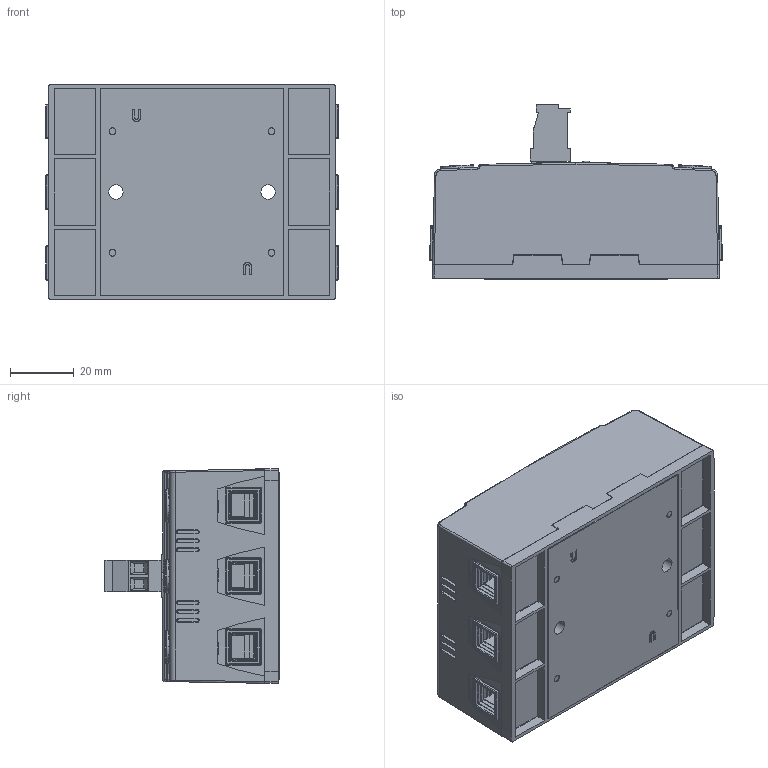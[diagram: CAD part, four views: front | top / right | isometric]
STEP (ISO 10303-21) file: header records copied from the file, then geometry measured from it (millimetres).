
FILE_DESCRIPTION (( 'STEP AP214' ), '1' );
FILE_NAME ('110501.STEP', '2019-06-05T18:42:13', ( '' ), ( '' ), 'SwSTEP 2.0', 'SolidWorks 2017', '' );
FILE_SCHEMA (( 'AUTOMOTIVE_DESIGN' ));
Length unit declared in the file: inch
Products named in the file (1): 110501
Bounding box: 91.79 x 54.74 x 67.5 mm (x, y, z)
Volume: 175762.5 mm3; surface area: 71289.3 mm2
Topology: 8 solids, 8 shells, 3708 faces, 10901 edges, 7213 vertices
Faces by surface type: plane 1896, cylinder 1116, bspline 507, cone 189
Entity records: 211134 total; most frequent: CARTESIAN_POINT 103211, ORIENTED_EDGE 21726, DIRECTION 13335, EDGE_CURVE 10863, VERTEX_POINT 7213, VECTOR 5271, LINE 5271, AXIS2_PLACEMENT_3D 4032
